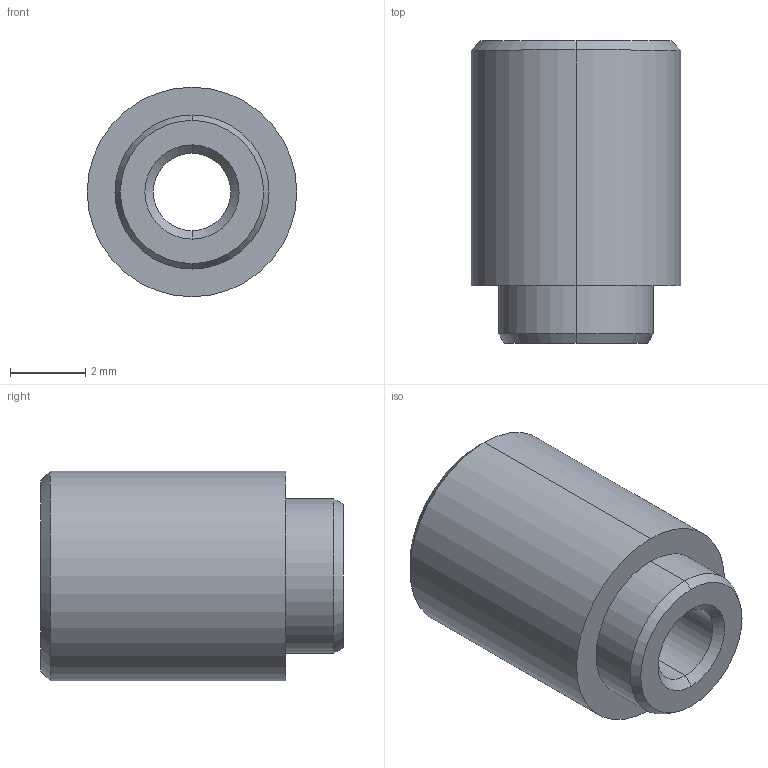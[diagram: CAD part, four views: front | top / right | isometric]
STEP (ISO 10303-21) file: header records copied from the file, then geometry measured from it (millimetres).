
FILE_DESCRIPTION (( 'STEP AP203' ), '1' );
FILE_NAME ('Nut [SMTSO] [M2.5 x 6.5].step', '2024-08-18T06:10:53+00:00', 'Stefan Hamminga', '', '', '', '');
FILE_SCHEMA (( 'CONFIG_CONTROL_DESIGN' ));
Length unit declared in the file: millimetre
Products named in the file (1): Nut [SMTSO] [M2.5 x 6.5]
Bounding box: 5.56 x 8.03 x 5.56 mm (x, y, z)
Volume: 150.3 mm3; surface area: 221.2 mm2
Topology: 1 solids, 1 shells, 17 faces, 34 edges, 20 vertices
Faces by surface type: cone 8, cylinder 6, plane 3
Entity records: 525 total; most frequent: DIRECTION 90, CARTESIAN_POINT 72, ORIENTED_EDGE 68, AXIS2_PLACEMENT_3D 38, EDGE_CURVE 34, CIRCLE 20, EDGE_LOOP 20, VERTEX_POINT 20
